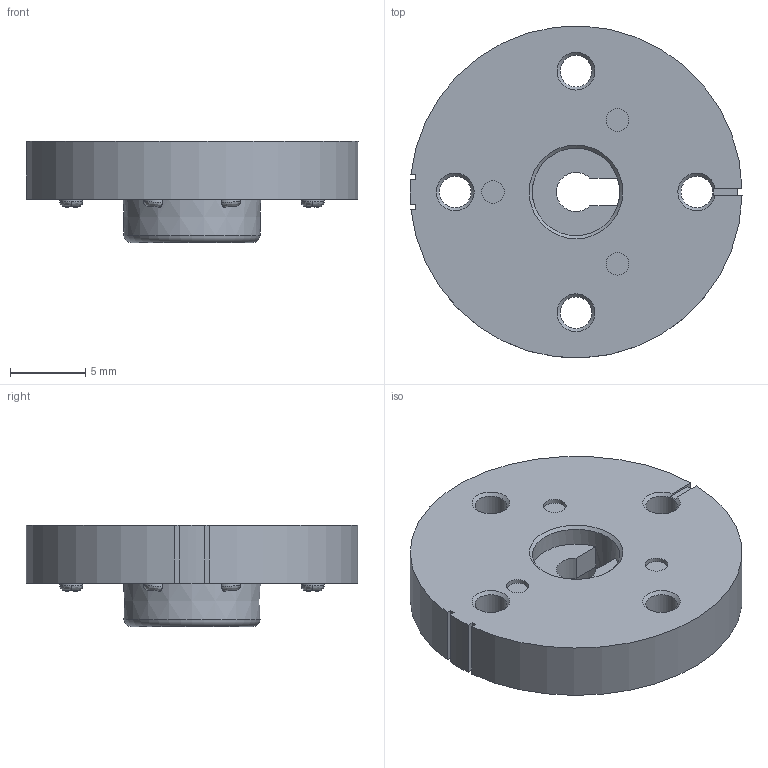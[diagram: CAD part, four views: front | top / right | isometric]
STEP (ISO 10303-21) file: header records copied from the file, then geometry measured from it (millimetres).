
FILE_DESCRIPTION(/* description */ (''),/* implementation_level */ '2;1');
FILE_NAME(/* name */ 'PRT0006_ipt_42e32ba6.STEP',/* time_stamp */ '2022-04-22T18:07:39-05:00',/* author */ ('Alcatraz'),/* organization */ (''),/* preprocessor_version */ 'ST-DEVELOPER v18.1',/* originating_system */ 'Autodesk Inventor 2021',/* authorisation */ '');
FILE_SCHEMA (('AUTOMOTIVE_DESIGN { 1 0 10303 214 3 1 1 }'));
Length unit declared in the file: millimetre
Products named in the file (1): PRT0006
Bounding box: 21.99 x 21.98 x 6.7 mm (x, y, z)
Volume: 1188.5 mm3; surface area: 1495.3 mm2
Topology: 1 solids, 1 shells, 153 faces, 415 edges, 276 vertices
Faces by surface type: plane 100, cylinder 29, bspline 16, cone 7, torus 1
Full cylindrical faces by diameter (mm): 1.5 x3, 2.1 x4, 5.8 x1, 5.9 x1
Entity records: 6169 total; most frequent: CARTESIAN_POINT 2225, ORIENTED_EDGE 830, DIRECTION 798, EDGE_CURVE 415, VERTEX_POINT 276, AXIS2_PLACEMENT_3D 271, LINE 256, VECTOR 256
